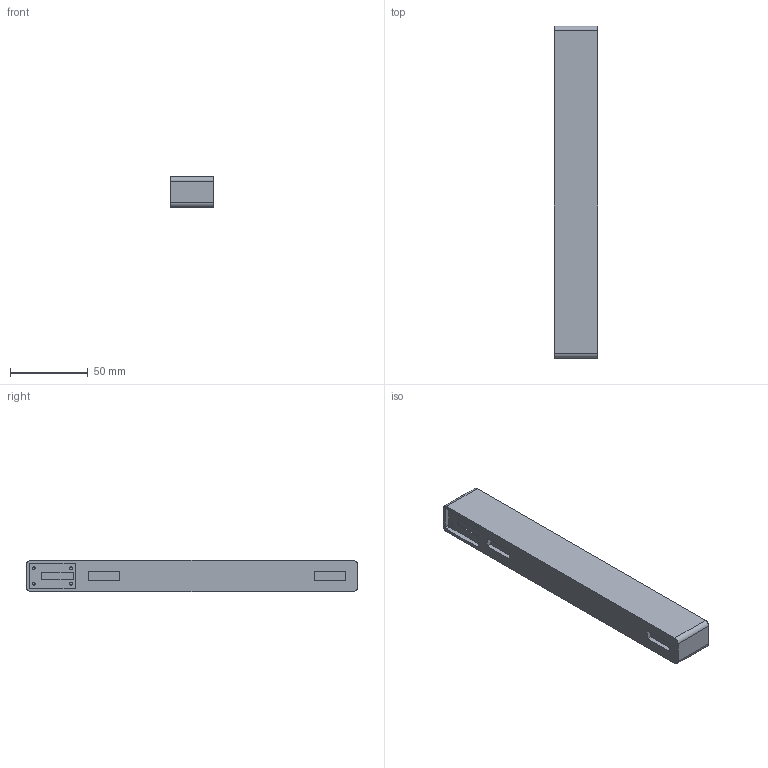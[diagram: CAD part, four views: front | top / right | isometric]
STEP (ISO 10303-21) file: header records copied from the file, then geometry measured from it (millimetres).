
FILE_DESCRIPTION(/* description */ (''),/* implementation_level */ '2;1');
FILE_NAME(/* name */ 'Coutnterweight Enclosure.step',/* time_stamp */ '2025-06-12T17:23:03-05:00',/* author */ (''),/* organization */ (''),/* preprocessor_version */ 'ST-DEVELOPER v20.1',/* originating_system */ 'Autodesk Translation Framework v14.10.0.0',/* authorisation */ '');
FILE_SCHEMA (('AUTOMOTIVE_DESIGN { 1 0 10303 214 3 1 1 }'));
Length unit declared in the file: millimetre
Products named in the file (1): Coutnterweight Enclosure
Bounding box: 28 x 214 x 20 mm (x, y, z)
Volume: 49186.3 mm3; surface area: 37843 mm2
Topology: 1 solids, 1 shells, 81 faces, 201 edges, 132 vertices
Faces by surface type: plane 60, cylinder 21
Full cylindrical faces by diameter (mm): 1.8 x5
Entity records: 2418 total; most frequent: CARTESIAN_POINT 415, DIRECTION 403, ORIENTED_EDGE 402, EDGE_CURVE 201, LINE 163, VECTOR 163, VERTEX_POINT 132, AXIS2_PLACEMENT_3D 120
